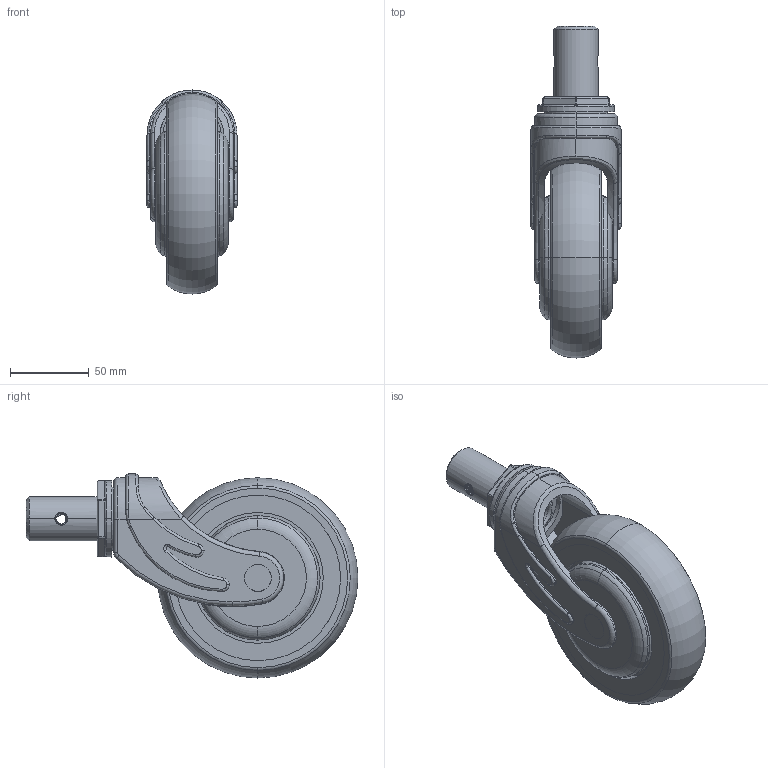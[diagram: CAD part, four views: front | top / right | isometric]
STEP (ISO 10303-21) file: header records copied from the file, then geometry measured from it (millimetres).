
FILE_DESCRIPTION (( 'STEP AP203' ), '1' );
FILE_NAME ('ACMC-127SRS.STEP', '2020-02-19T03:14:08', ( '' ), ( '' ), 'SwSTEP 2.0', 'SolidWorks 2019', '' );
FILE_SCHEMA (( 'CONFIG_CONTROL_DESIGN' ));
Length unit declared in the file: millimetre
Products named in the file (5): ACMC-127SRS; ACMC-127 TOP PLATE COVER; ACMC-127 WHEEL; ACMC-127 SRS TOP PLATE; ACMC-127 NON BRAKE FRAME
Assembly tree (4 placements, depth 2):
  ACMC-127SRS
    ACMC-127 NON BRAKE FRAME
    ACMC-127 TOP PLATE COVER
    ACMC-127 WHEEL
    ACMC-127 SRS TOP PLATE
Bounding box: 57.1 x 210.5 x 129.4 mm (x, y, z)
Volume: 568855.9 mm3; surface area: 85326.5 mm2
Topology: 4 solids, 4 shells, 301 faces, 736 edges, 456 vertices
Faces by surface type: cylinder 142, plane 68, torus 63, cone 12, bspline 10, sphere 6
Entity records: 13334 total; most frequent: CARTESIAN_POINT 5909, DIRECTION 1515, ORIENTED_EDGE 1460, EDGE_CURVE 730, AXIS2_PLACEMENT_3D 648, VERTEX_POINT 456, CIRCLE 350, EDGE_LOOP 322
